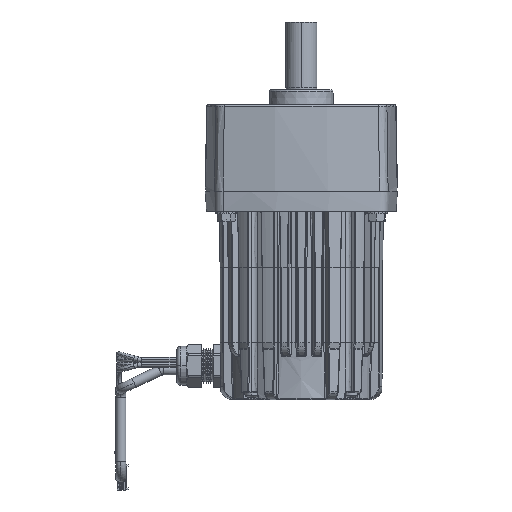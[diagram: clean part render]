
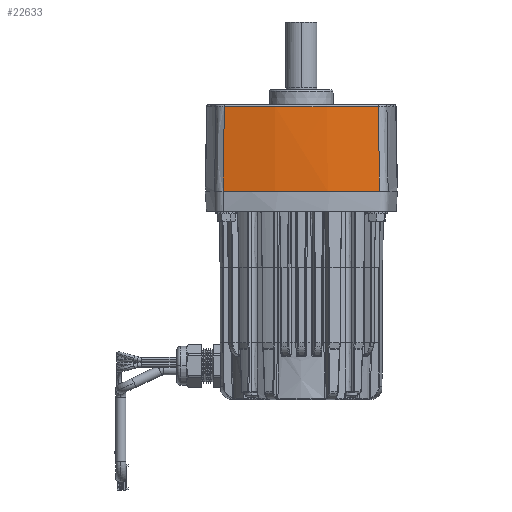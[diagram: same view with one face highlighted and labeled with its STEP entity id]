
A CAD part, front view. The second image highlights one B-rep face of the part: STEP entity #22633.
In plain terms, the highlighted conical face has half-angle 1 degrees and reference radius 203.2 mm.
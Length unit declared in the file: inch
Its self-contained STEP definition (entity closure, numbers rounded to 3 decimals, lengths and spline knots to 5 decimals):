
#1621 = DIRECTION ( 'NONE',  ( 0., 0., 1. ) ) ;
#4043 = CARTESIAN_POINT ( 'NONE',  ( -1.87744, -2.08375, -0.71452 ) ) ;
#8006 = CARTESIAN_POINT ( 'NONE',  ( -1.85745, -2.06439, -2.06105 ) ) ;
#11167 = CARTESIAN_POINT ( 'NONE',  ( -1.88764, -2.09363, -0.027 ) ) ;
#11491 = CARTESIAN_POINT ( 'NONE',  ( -1.86738, -2.07401, -1.39254 ) ) ;
#13198 = EDGE_CURVE ( 'NONE', #74005, #41636, #92494, .T. ) ;
#13499 = CARTESIAN_POINT ( 'NONE',  ( 0., 5.68, -0.027 ) ) ;
#14364 = CIRCLE ( 'NONE', #38842, 7.96402 ) ;
#15626 = CARTESIAN_POINT ( 'NONE',  ( 1.85745, -2.06439, -2.06105 ) ) ;
#18629 = EDGE_LOOP ( 'NONE', ( #36690, #82746, #85051, #28593 ) ) ;
#18947 = CARTESIAN_POINT ( 'NONE',  ( -1.85745, -2.06439, -2.06105 ) ) ;
#21039 = DIRECTION ( 'NONE',  ( 1., 0., 0. ) ) ;
#22633 = ADVANCED_FACE ( 'NONE', ( #49360 ), #64280, .T. ) ;
#24499 = VERTEX_POINT ( 'NONE', #28901 ) ;
#28593 = ORIENTED_EDGE ( 'NONE', *, *, #37702, .T. ) ;
#28901 = CARTESIAN_POINT ( 'NONE',  ( -1.88764, -2.09363, -0.027 ) ) ;
#30352 = CARTESIAN_POINT ( 'NONE',  ( 1.86241, -2.0692, -1.72679 ) ) ;
#30663 = CARTESIAN_POINT ( 'NONE',  ( 1.87234, -2.07881, -1.05828 ) ) ;
#36279 = DIRECTION ( 'NONE',  ( 0., 0., 1. ) ) ;
#36690 = ORIENTED_EDGE ( 'NONE', *, *, #13198, .T. ) ;
#37702 = EDGE_CURVE ( 'NONE', #82701, #74005, #14364, .T. ) ;
#38105 = CARTESIAN_POINT ( 'NONE',  ( 1.88254, -2.08869, -0.37076 ) ) ;
#38842 = AXIS2_PLACEMENT_3D ( 'NONE', #80350, #36279, #87735 ) ;
#41636 = VERTEX_POINT ( 'NONE', #89797 ) ;
#46131 = CARTESIAN_POINT ( 'NONE',  ( 0., 5.68, 0. ) ) ;
#47414 = CIRCLE ( 'NONE', #75856, 7.99953 ) ;
#48247 = EDGE_CURVE ( 'NONE', #24499, #82701, #73347, .T. ) ;
#49360 = FACE_OUTER_BOUND ( 'NONE', #18629, .T. ) ;
#55645 = CARTESIAN_POINT ( 'NONE',  ( -1.88254, -2.08869, -0.37076 ) ) ;
#55964 = CARTESIAN_POINT ( 'NONE',  ( -1.87234, -2.07881, -1.05828 ) ) ;
#60353 = AXIS2_PLACEMENT_3D ( 'NONE', #46131, #1621, #60915 ) ;
#60915 = DIRECTION ( 'NONE',  ( 1., 0., 0. ) ) ;
#63316 = CARTESIAN_POINT ( 'NONE',  ( -1.86241, -2.0692, -1.72679 ) ) ;
#64280 = CONICAL_SURFACE ( 'NONE', #60353, 8., 0.017 ) ;
#65305 = DIRECTION ( 'NONE',  ( 0., 0., -1. ) ) ;
#73347 = B_SPLINE_CURVE_WITH_KNOTS ( 'NONE', 3,
 ( #11167, #55645, #4043, #55964, #11491, #63316, #18947 ),
 .UNSPECIFIED., .F., .F.,
 ( 4, 3, 4 ),
 ( 0.00069, 0.02689, 0.05236 ),
 .UNSPECIFIED. ) ;
#74005 = VERTEX_POINT ( 'NONE', #76374 ) ;
#74829 = CARTESIAN_POINT ( 'NONE',  ( 1.86738, -2.07401, -1.39254 ) ) ;
#75856 = AXIS2_PLACEMENT_3D ( 'NONE', #13499, #65305, #21039 ) ;
#76374 = CARTESIAN_POINT ( 'NONE',  ( 1.85745, -2.06439, -2.06105 ) ) ;
#80350 = CARTESIAN_POINT ( 'NONE',  ( 0., 5.68, -2.06105 ) ) ;
#82177 = CARTESIAN_POINT ( 'NONE',  ( 1.87744, -2.08375, -0.71452 ) ) ;
#82701 = VERTEX_POINT ( 'NONE', #8006 ) ;
#82746 = ORIENTED_EDGE ( 'NONE', *, *, #89950, .T. ) ;
#85051 = ORIENTED_EDGE ( 'NONE', *, *, #48247, .T. ) ;
#87735 = DIRECTION ( 'NONE',  ( -1., 0., 0. ) ) ;
#89559 = CARTESIAN_POINT ( 'NONE',  ( 1.88764, -2.09363, -0.027 ) ) ;
#89797 = CARTESIAN_POINT ( 'NONE',  ( 1.88764, -2.09363, -0.027 ) ) ;
#89950 = EDGE_CURVE ( 'NONE', #41636, #24499, #47414, .T. ) ;
#92494 = B_SPLINE_CURVE_WITH_KNOTS ( 'NONE', 3,
 ( #15626, #30352, #74829, #30663, #82177, #38105, #89559 ),
 .UNSPECIFIED., .F., .F.,
 ( 4, 3, 4 ),
 ( 0.0015, 0.02697, 0.05317 ),
 .UNSPECIFIED. ) ;
